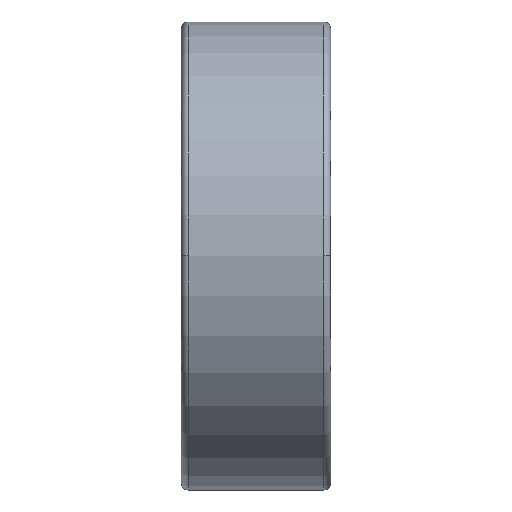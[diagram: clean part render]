
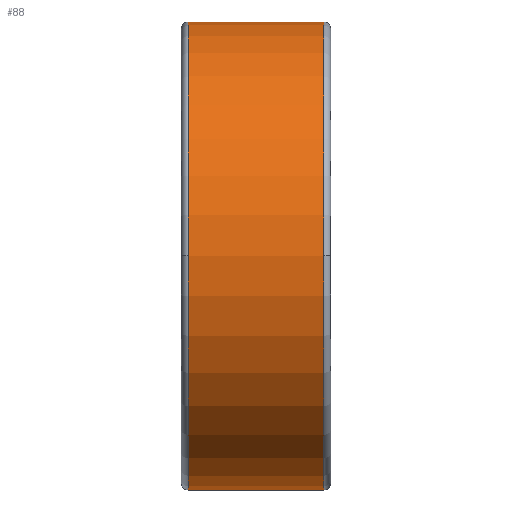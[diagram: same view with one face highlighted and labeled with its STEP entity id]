
A CAD part, top view. The second image highlights one B-rep face of the part: STEP entity #88.
In plain terms, the highlighted cylindrical face has radius 36 mm (diameter 72 mm), a partial arc.
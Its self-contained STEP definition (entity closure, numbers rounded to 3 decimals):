
#88=ADVANCED_FACE('',(#275),#276,.T.);
#275=FACE_OUTER_BOUND('',#715,.T.);
#276=CYLINDRICAL_SURFACE('',#716,36.0);
#715=EDGE_LOOP('',(#1169,#1170,#1171,#1172,#1173,#1174));
#716=AXIS2_PLACEMENT_3D('',#1175,#1176,#1177);
#1169=ORIENTED_EDGE('',*,*,#2495,.F.);
#1170=ORIENTED_EDGE('',*,*,#2496,.T.);
#1171=ORIENTED_EDGE('',*,*,#2497,.T.);
#1172=ORIENTED_EDGE('',*,*,#2498,.F.);
#1173=ORIENTED_EDGE('',*,*,#2499,.F.);
#1174=ORIENTED_EDGE('',*,*,#2491,.F.);
#1175=CARTESIAN_POINT('',(11.5,0.0,0.0));
#1176=DIRECTION('',(1.0,0.0,0.0));
#1177=DIRECTION('',(0.0,1.0,0.0));
#2491=EDGE_CURVE('',#2888,#2890,#2891,.T.);
#2495=EDGE_CURVE('',#2897,#2888,#2898,.T.);
#2496=EDGE_CURVE('',#2897,#2899,#2900,.T.);
#2497=EDGE_CURVE('',#2899,#2901,#2902,.T.);
#2498=EDGE_CURVE('',#2903,#2901,#2904,.T.);
#2499=EDGE_CURVE('',#2890,#2903,#2905,.T.);
#2888=VERTEX_POINT('',#3556);
#2890=VERTEX_POINT('',#3558);
#2891=CIRCLE('',#3559,36.0);
#2897=VERTEX_POINT('',#3565);
#2898=LINE('',#3566,#3567);
#2899=VERTEX_POINT('',#3568);
#2900=CIRCLE('',#3569,36.0);
#2901=VERTEX_POINT('',#3570);
#2902=CIRCLE('',#3571,36.0);
#2903=VERTEX_POINT('',#3572);
#2904=LINE('',#3573,#3574);
#2905=CIRCLE('',#3575,36.0);
#3556=CARTESIAN_POINT('',(21.9,36.0,0.0));
#3558=CARTESIAN_POINT('',(21.9,0.,36.0));
#3559=AXIS2_PLACEMENT_3D('',#6307,#6308,#6309);
#3565=CARTESIAN_POINT('',(1.1,36.0,0.0));
#3566=CARTESIAN_POINT('',(11.5,36.0,0.));
#3567=VECTOR('',#6319,1.0);
#3568=CARTESIAN_POINT('',(1.1,0.,36.0));
#3569=AXIS2_PLACEMENT_3D('',#6320,#6321,#6322);
#3570=CARTESIAN_POINT('',(1.1,-36.0,0.));
#3571=AXIS2_PLACEMENT_3D('',#6323,#6324,#6325);
#3572=CARTESIAN_POINT('',(21.9,-36.0,0.));
#3573=CARTESIAN_POINT('',(11.5,-36.0,0.));
#3574=VECTOR('',#6326,1.0);
#3575=AXIS2_PLACEMENT_3D('',#6327,#6328,#6329);
#6307=CARTESIAN_POINT('',(21.9,0.0,0.0));
#6308=DIRECTION('',(1.0,0.0,0.0));
#6309=DIRECTION('',(0.0,1.0,0.0));
#6319=DIRECTION('',(1.0,0.0,0.0));
#6320=CARTESIAN_POINT('',(1.1,0.0,0.0));
#6321=DIRECTION('',(1.0,0.0,0.0));
#6322=DIRECTION('',(0.0,1.0,0.0));
#6323=CARTESIAN_POINT('',(1.1,0.0,0.0));
#6324=DIRECTION('',(1.0,0.0,0.0));
#6325=DIRECTION('',(0.0,1.0,0.0));
#6326=DIRECTION('',(-1.0,-0.0,-0.0));
#6327=CARTESIAN_POINT('',(21.9,0.0,0.0));
#6328=DIRECTION('',(1.0,0.0,0.0));
#6329=DIRECTION('',(0.0,1.0,0.0));
